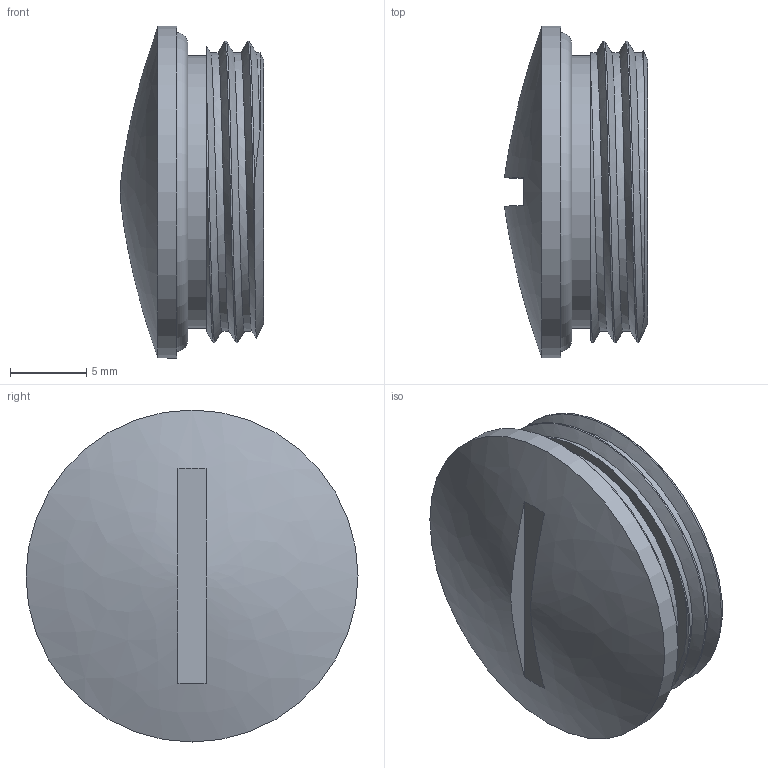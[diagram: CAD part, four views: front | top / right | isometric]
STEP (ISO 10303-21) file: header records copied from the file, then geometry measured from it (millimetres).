
FILE_DESCRIPTION(/* description */ ('Verschlussschraube M 20x1,5 mit O-Ring'),/* implementation_level */ '2;1');
FILE_NAME(/* name */ '69017520-RST.stp',/* time_stamp */ '2020-06-15T15:03:45+02:00',/* author */ ('sl'),/* organization */ (''),/* preprocessor_version */ 'ST-DEVELOPER v16.5',/* originating_system */ 'Autodesk Inventor 2017',/* authorisation */ '');
FILE_SCHEMA (('AUTOMOTIVE_DESIGN { 1 0 10303 214 3 1 1 }'));
Length unit declared in the file: millimetre
Products named in the file (3): 69017520; 69017520_1; 69017520_2
Assembly tree (2 placements, depth 2):
  69017520
    69017520_1
    69017520_2
Bounding box: 9.41 x 21.84 x 21.84 mm (x, y, z)
Volume: 1036.4 mm3; surface area: 2100.1 mm2
Topology: 3 solids, 3 shells, 23 faces, 44 edges, 29 vertices
Faces by surface type: plane 10, cylinder 6, bspline 4, cone 2, torus 1
Full cylindrical faces by diameter (mm): 15.79 x1, 17.96 x1, 21.84 x1
Entity records: 1218 total; most frequent: CARTESIAN_POINT 703, DIRECTION 93, ORIENTED_EDGE 76, AXIS2_PLACEMENT_3D 44, EDGE_CURVE 38, EDGE_LOOP 32, VERTEX_POINT 28, FACE_OUTER_BOUND 23
